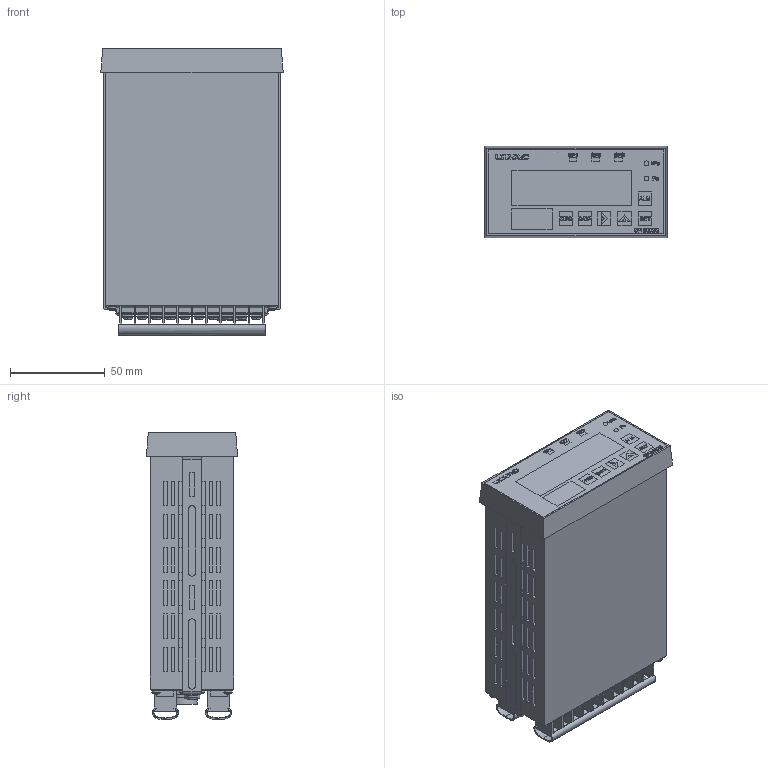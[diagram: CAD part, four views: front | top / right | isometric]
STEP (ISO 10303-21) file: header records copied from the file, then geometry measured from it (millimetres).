
FILE_DESCRIPTION( (''), '2;1');
FILE_NAME ('GP-2002G_00.stp','2020-07-09T13:54:18',(''),(''),'spGate 15.6.6','','');
FILE_SCHEMA (('AUTOMOTIVE_DESIGN'));
Length unit declared in the file: millimetre
Products named in the file (48): Assembly; GP-2002G_00-prt0; GP-2002G_00-prt1; GP-2002G_00-prt2; GP-2002G_00-prt3; GP-2002G_00-prt4; GP-2002G_00-prt5; GP-2002G_00-prt6; GP-2002G_00-prt7; GP-2002G_00-prt8; GP-2002G_00-prt9; GP-2002G_00-prt10; GP-2002G_00-prt11; GP-2002G_00-prt12; GP-2002G_00-prt13; GP-2002G_00-prt14; GP-2002G_00-prt15; GP-2002G_00-prt16; GP-2002G_00-prt17; GP-2002G_00-prt18; GP-2002G_00-prt19; GP-2002G_00-prt20; GP-2002G_00-prt21; GP-2002G_00-prt22; GP-2002G_00-prt23; GP-2002G_00-prt24; GP-2002G_00-prt25; GP-2002G_00-prt26; GP-2002G_00-prt27; GP-2002G_00-prt28; GP-2002G_00-prt29; GP-2002G_00-prt30; GP-2002G_00-prt31; GP-2002G_00-prt32; GP-2002G_00-prt33; GP-2002G_00-prt34; GP-2002G_00-prt35; GP-2002G_00-prt36; GP-2002G_00-prt37; GP-2002G_00-prt38 ...
Assembly tree (47 placements, depth 2):
  Assembly
    GP-2002G_00-prt0
    GP-2002G_00-prt1
    GP-2002G_00-prt2
    GP-2002G_00-prt3
    GP-2002G_00-prt4
    GP-2002G_00-prt5
    GP-2002G_00-prt6
    GP-2002G_00-prt7
    GP-2002G_00-prt8
    GP-2002G_00-prt9
    GP-2002G_00-prt10
    GP-2002G_00-prt11
    GP-2002G_00-prt12
    GP-2002G_00-prt13
    GP-2002G_00-prt14
    GP-2002G_00-prt15
    GP-2002G_00-prt16
    GP-2002G_00-prt17
    GP-2002G_00-prt18
    GP-2002G_00-prt19
    GP-2002G_00-prt20
    GP-2002G_00-prt21
    GP-2002G_00-prt22
    GP-2002G_00-prt23
    GP-2002G_00-prt24
    GP-2002G_00-prt25
    GP-2002G_00-prt26
    GP-2002G_00-prt27
    GP-2002G_00-prt28
    GP-2002G_00-prt29
    GP-2002G_00-prt30
    GP-2002G_00-prt31
    GP-2002G_00-prt32
    GP-2002G_00-prt33
    GP-2002G_00-prt34
    GP-2002G_00-prt35
    GP-2002G_00-prt36
    GP-2002G_00-prt37
    GP-2002G_00-prt38
    GP-2002G_00-prt39
    GP-2002G_00-prt40
    GP-2002G_00-prt41
    GP-2002G_00-prt42
    GP-2002G_00-prt43
    GP-2002G_00-prt44
    GP-2002G_00-prt45
    GP-2002G_00-prt46
Bounding box: 96 x 48 x 151 mm (x, y, z)
Volume: 6307.6 mm3; surface area: 72052.6 mm2
Topology: 46 solids, 47 shells, 2052 faces, 5391 edges, 3619 vertices
Faces by surface type: plane 1437, bspline 346, cylinder 213, sphere 56
Entity records: 111904 total; most frequent: CARTESIAN_POINT 20051, ORIENTED_EDGE 10737, DIRECTION 8862, COLOUR_RGB 7480, PRESENTATION_STYLE_ASSIGNMENT 7480, STYLED_ITEM 7480, EDGE_CURVE 5381, DRAUGHTING_PRE_DEFINED_CURVE_FONT 5381
